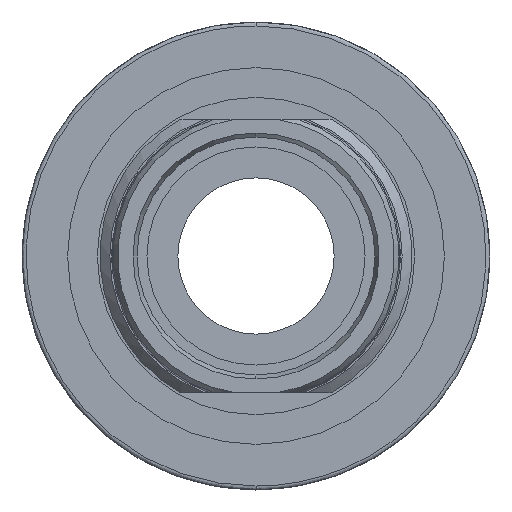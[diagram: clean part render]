
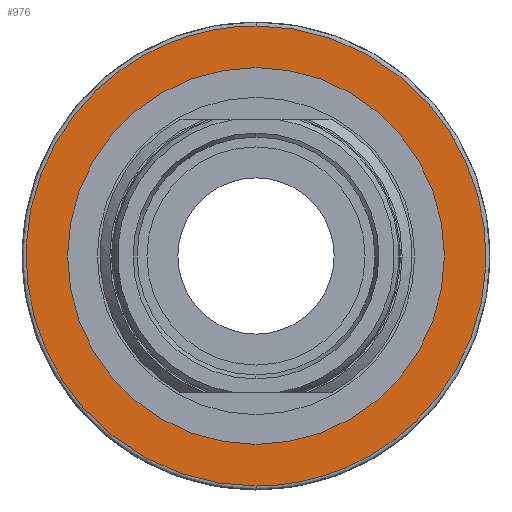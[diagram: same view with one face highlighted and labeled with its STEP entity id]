
A CAD part, left-side view. The second image highlights one B-rep face of the part: STEP entity #976.
In plain terms, the highlighted face is planar.
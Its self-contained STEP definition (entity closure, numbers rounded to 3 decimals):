
#976 = ADVANCED_FACE ( 'NONE', ( #10346, #3628 ), #5374, .T. ) ;
#989 = ORIENTED_EDGE ( 'NONE', *, *, #10047, .T. ) ;
#1487 = CIRCLE ( 'NONE', #7684, 12.065 ) ;
#1500 = CARTESIAN_POINT ( 'NONE',  ( 0., 0., -20.582 ) ) ;
#1568 = ORIENTED_EDGE ( 'NONE', *, *, #5260, .F. ) ;
#1900 = CARTESIAN_POINT ( 'NONE',  ( 14.732, 0., -20.582 ) ) ;
#2919 = AXIS2_PLACEMENT_3D ( 'NONE', #6275, #6986, #5267 ) ;
#3262 = CARTESIAN_POINT ( 'NONE',  ( 14.732, 0., -20.582 ) ) ;
#3331 =( BOUNDED_CURVE ( )  B_SPLINE_CURVE ( 3, ( #3262, #9010, #3905, #4725 ),
 .UNSPECIFIED., .F., .T. ) 
 B_SPLINE_CURVE_WITH_KNOTS ( ( 4, 4 ),
 ( 0.25, 0.75 ),
 .UNSPECIFIED. ) 
 CURVE ( )  GEOMETRIC_REPRESENTATION_ITEM ( )  RATIONAL_B_SPLINE_CURVE ( ( 1., 0.333, 0.333, 1. ) ) 
 REPRESENTATION_ITEM ( '' )  );
#3628 = FACE_OUTER_BOUND ( 'NONE', #6304, .T. ) ;
#3767 = DIRECTION ( 'NONE',  ( 0., 0., -1. ) ) ;
#3905 = CARTESIAN_POINT ( 'NONE',  ( -14.732, -29.464, -20.582 ) ) ;
#4395 = EDGE_CURVE ( 'NONE', #6392, #6276, #5170, .T. ) ;
#4543 = CARTESIAN_POINT ( 'NONE',  ( -12.065, 0., -20.582 ) ) ;
#4725 = CARTESIAN_POINT ( 'NONE',  ( -14.732, 0., -20.582 ) ) ;
#4727 = CARTESIAN_POINT ( 'NONE',  ( -14.732, 0., -20.582 ) ) ;
#4859 = DIRECTION ( 'NONE',  ( -1., 0., 0. ) ) ;
#5170 = CIRCLE ( 'NONE', #9565, 12.065 ) ;
#5260 = EDGE_CURVE ( 'NONE', #9035, #10756, #6709, .T. ) ;
#5267 = DIRECTION ( 'NONE',  ( 1., 0., 0. ) ) ;
#5278 = CARTESIAN_POINT ( 'NONE',  ( 14.732, 29.464, -20.582 ) ) ;
#5374 = PLANE ( 'NONE',  #2919 ) ;
#5647 = DIRECTION ( 'NONE',  ( 0., 0., -1. ) ) ;
#6169 = CARTESIAN_POINT ( 'NONE',  ( -14.732, 0., -20.582 ) ) ;
#6212 = CARTESIAN_POINT ( 'NONE',  ( 0., 0., -20.582 ) ) ;
#6275 = CARTESIAN_POINT ( 'NONE',  ( 0., 14.986, -20.582 ) ) ;
#6276 = VERTEX_POINT ( 'NONE', #4543 ) ;
#6304 = EDGE_LOOP ( 'NONE', ( #1568, #8439 ) ) ;
#6392 = VERTEX_POINT ( 'NONE', #6875 ) ;
#6709 =( BOUNDED_CURVE ( )  B_SPLINE_CURVE ( 3, ( #6169, #9484, #5278, #1900 ),
 .UNSPECIFIED., .F., .T. ) 
 B_SPLINE_CURVE_WITH_KNOTS ( ( 4, 4 ),
 ( 0.75, 1.25 ),
 .UNSPECIFIED. ) 
 CURVE ( )  GEOMETRIC_REPRESENTATION_ITEM ( )  RATIONAL_B_SPLINE_CURVE ( ( 1., 0.333, 0.333, 1. ) ) 
 REPRESENTATION_ITEM ( '' )  );
#6875 = CARTESIAN_POINT ( 'NONE',  ( 12.065, 0., -20.582 ) ) ;
#6986 = DIRECTION ( 'NONE',  ( 0., 0., 1. ) ) ;
#7148 = DIRECTION ( 'NONE',  ( -1., 0., 0. ) ) ;
#7164 = EDGE_CURVE ( 'NONE', #10756, #9035, #3331, .T. ) ;
#7225 = CARTESIAN_POINT ( 'NONE',  ( 14.732, 0., -20.582 ) ) ;
#7665 = EDGE_LOOP ( 'NONE', ( #989, #10697 ) ) ;
#7684 = AXIS2_PLACEMENT_3D ( 'NONE', #6212, #3767, #7148 ) ;
#8439 = ORIENTED_EDGE ( 'NONE', *, *, #7164, .F. ) ;
#9010 = CARTESIAN_POINT ( 'NONE',  ( 14.732, -29.464, -20.582 ) ) ;
#9035 = VERTEX_POINT ( 'NONE', #4727 ) ;
#9484 = CARTESIAN_POINT ( 'NONE',  ( -14.732, 29.464, -20.582 ) ) ;
#9565 = AXIS2_PLACEMENT_3D ( 'NONE', #1500, #5647, #4859 ) ;
#10047 = EDGE_CURVE ( 'NONE', #6276, #6392, #1487, .T. ) ;
#10346 = FACE_BOUND ( 'NONE', #7665, .T. ) ;
#10697 = ORIENTED_EDGE ( 'NONE', *, *, #4395, .T. ) ;
#10756 = VERTEX_POINT ( 'NONE', #7225 ) ;
